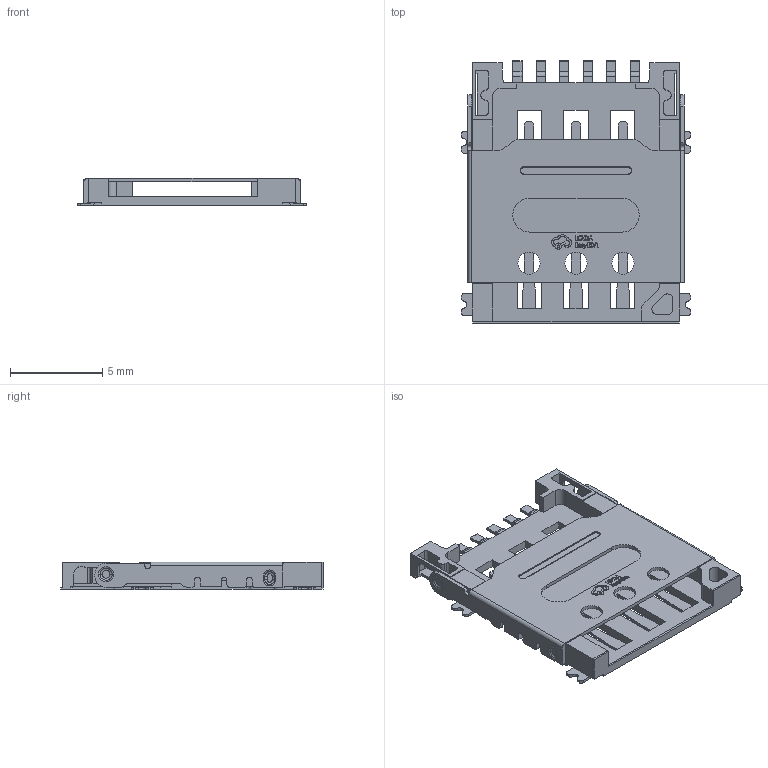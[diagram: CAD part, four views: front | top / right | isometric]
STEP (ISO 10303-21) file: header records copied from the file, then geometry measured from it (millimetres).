
FILE_DESCRIPTION (( 'STEP AP214' ), '1' );
FILE_NAME ('SIM-SMD_NANO-SIM-XG6P-H1.35.STEP', '2023-08-22T14:01:09', ( '' ), ( '' ), 'SwSTEP 2.0', 'SolidWorks 2020', '' );
FILE_SCHEMA (( 'AUTOMOTIVE_DESIGN' ));
Length unit declared in the file: millimetre
Products named in the file (1): SIM-SMD_NANO-SIM-XG6P-H1.35
Bounding box: 12.4 x 14.2 x 1.51 mm (x, y, z)
Volume: 95.6 mm3; surface area: 591.3 mm2
Topology: 15 solids, 15 shells, 831 faces, 2317 edges, 1530 vertices
Faces by surface type: plane 512, cylinder 175, bspline 128, torus 16
Entity records: 37148 total; most frequent: CARTESIAN_POINT 7064, ORIENTED_EDGE 4634, DIRECTION 3789, EDGE_CURVE 2317, LINE 1619, VECTOR 1619, VERTEX_POINT 1530, AXIS2_PLACEMENT_3D 1085
